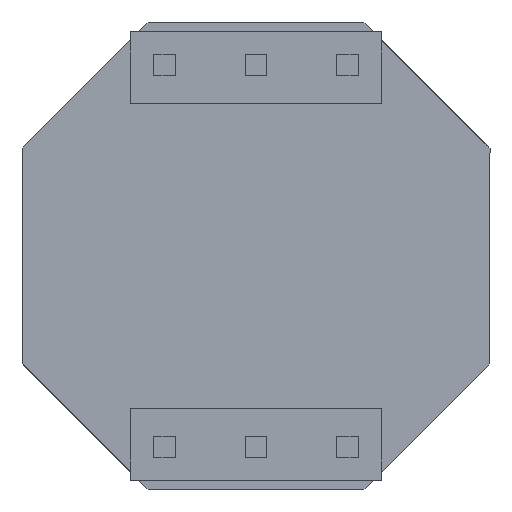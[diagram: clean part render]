
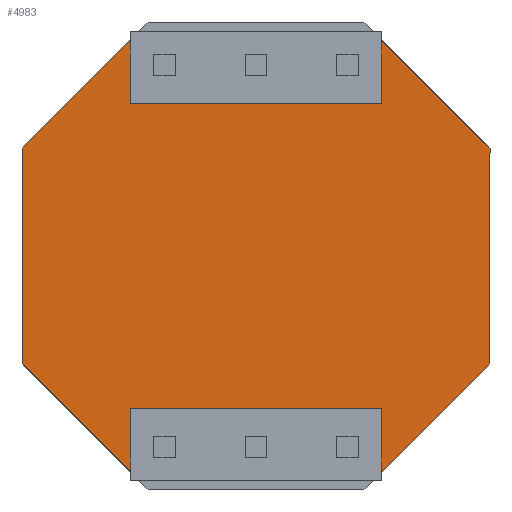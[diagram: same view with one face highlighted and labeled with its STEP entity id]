
A CAD part, front view. The second image highlights one B-rep face of the part: STEP entity #4983.
In plain terms, the highlighted planar face has unit normal (0, -1, 0).
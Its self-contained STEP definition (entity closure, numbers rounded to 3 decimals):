
#20 = ORIENTED_EDGE ( 'NONE', *, *, #3269, .T. ) ;
#141 = LINE ( 'NONE', #1260, #3933 ) ;
#147 = CARTESIAN_POINT ( 'NONE',  ( -3.5, -1.6, 6. ) ) ;
#200 = VECTOR ( 'NONE', #1868, 1000. ) ;
#249 = VECTOR ( 'NONE', #7465, 1000. ) ;
#253 = CARTESIAN_POINT ( 'NONE',  ( -3.5, -1.6, -4.23 ) ) ;
#436 = EDGE_CURVE ( 'NONE', #1548, #4184, #6579, .T. ) ;
#538 = LINE ( 'NONE', #4767, #3403 ) ;
#654 = DIRECTION ( 'NONE',  ( 0., 0., -1. ) ) ;
#675 = DIRECTION ( 'NONE',  ( -1., 0., 0. ) ) ;
#680 = DIRECTION ( 'NONE',  ( -0.707, 0., 0.707 ) ) ;
#735 = EDGE_CURVE ( 'NONE', #5834, #6869, #3606, .T. ) ;
#738 = VECTOR ( 'NONE', #6475, 1000. ) ;
#844 = CARTESIAN_POINT ( 'NONE',  ( -3.5, -1.6, 4.23 ) ) ;
#1052 = DIRECTION ( 'NONE',  ( 0., 0., 1. ) ) ;
#1071 = ORIENTED_EDGE ( 'NONE', *, *, #1520, .F. ) ;
#1206 = CARTESIAN_POINT ( 'NONE',  ( 3.5, -1.6, -6. ) ) ;
#1212 = VERTEX_POINT ( 'NONE', #5563 ) ;
#1226 = EDGE_CURVE ( 'NONE', #4697, #6476, #6306, .T. ) ;
#1260 = CARTESIAN_POINT ( 'NONE',  ( -3.81, -1.6, 4.23 ) ) ;
#1297 = CARTESIAN_POINT ( 'NONE',  ( -3.81, -1.6, -4.23 ) ) ;
#1301 = LINE ( 'NONE', #5151, #7263 ) ;
#1320 = CARTESIAN_POINT ( 'NONE',  ( -6.5, -1.6, -3. ) ) ;
#1520 = EDGE_CURVE ( 'NONE', #6942, #4697, #538, .T. ) ;
#1548 = VERTEX_POINT ( 'NONE', #844 ) ;
#1564 = VERTEX_POINT ( 'NONE', #253 ) ;
#1630 = ORIENTED_EDGE ( 'NONE', *, *, #5336, .T. ) ;
#1760 = EDGE_LOOP ( 'NONE', ( #6671, #20, #5872, #5306, #2621, #3821, #1071, #5884, #1630, #2024, #3332, #2943 ) ) ;
#1767 = CARTESIAN_POINT ( 'NONE',  ( -6.5, -1.6, 3. ) ) ;
#1815 = DIRECTION ( 'NONE',  ( -0.707, 0., -0.707 ) ) ;
#1868 = DIRECTION ( 'NONE',  ( 0., 0., -1. ) ) ;
#2023 = DIRECTION ( 'NONE',  ( 0.707, 0., -0.707 ) ) ;
#2024 = ORIENTED_EDGE ( 'NONE', *, *, #5761, .T. ) ;
#2146 = EDGE_CURVE ( 'NONE', #1212, #5279, #2199, .T. ) ;
#2149 = DIRECTION ( 'NONE',  ( 0.707, 0., 0.707 ) ) ;
#2199 = LINE ( 'NONE', #2894, #2835 ) ;
#2242 = CARTESIAN_POINT ( 'NONE',  ( 3.5, -1.6, -6.23 ) ) ;
#2277 = AXIS2_PLACEMENT_3D ( 'NONE', #3837, #7359, #3270 ) ;
#2386 = CARTESIAN_POINT ( 'NONE',  ( 3.5, -1.6, -4.23 ) ) ;
#2557 = CARTESIAN_POINT ( 'NONE',  ( 3.5, -1.6, 4.23 ) ) ;
#2621 = ORIENTED_EDGE ( 'NONE', *, *, #6937, .F. ) ;
#2835 = VECTOR ( 'NONE', #1815, 1000. ) ;
#2894 = CARTESIAN_POINT ( 'NONE',  ( 4.75, -1.6, -4.75 ) ) ;
#2943 = ORIENTED_EDGE ( 'NONE', *, *, #3039, .F. ) ;
#2960 = VECTOR ( 'NONE', #5340, 1000. ) ;
#3039 = EDGE_CURVE ( 'NONE', #6869, #1212, #1301, .T. ) ;
#3269 = EDGE_CURVE ( 'NONE', #5834, #3401, #6343, .T. ) ;
#3270 = DIRECTION ( 'NONE',  ( 1., 0., 0. ) ) ;
#3290 = CARTESIAN_POINT ( 'NONE',  ( -3.5, -1.6, -6. ) ) ;
#3332 = ORIENTED_EDGE ( 'NONE', *, *, #2146, .F. ) ;
#3401 = VERTEX_POINT ( 'NONE', #2557 ) ;
#3403 = VECTOR ( 'NONE', #680, 1000. ) ;
#3497 = LINE ( 'NONE', #2242, #249 ) ;
#3606 = LINE ( 'NONE', #5505, #4788 ) ;
#3821 = ORIENTED_EDGE ( 'NONE', *, *, #1226, .F. ) ;
#3837 = CARTESIAN_POINT ( 'NONE',  ( -6.76, -1.6, 5.918 ) ) ;
#3845 = DIRECTION ( 'NONE',  ( 0., 0., 1. ) ) ;
#3933 = VECTOR ( 'NONE', #675, 1000. ) ;
#4184 = VERTEX_POINT ( 'NONE', #147 ) ;
#4608 = CARTESIAN_POINT ( 'NONE',  ( -3.5, -1.6, 6.23 ) ) ;
#4667 = VECTOR ( 'NONE', #2149, 1000. ) ;
#4679 = EDGE_CURVE ( 'NONE', #6942, #1564, #7416, .T. ) ;
#4697 = VERTEX_POINT ( 'NONE', #1320 ) ;
#4767 = CARTESIAN_POINT ( 'NONE',  ( -4.75, -1.6, -4.75 ) ) ;
#4784 = VECTOR ( 'NONE', #1052, 1000. ) ;
#4788 = VECTOR ( 'NONE', #2023, 1000. ) ;
#4983 = ADVANCED_FACE ( 'NONE', ( #5601 ), #5585, .F. ) ;
#5062 = CARTESIAN_POINT ( 'NONE',  ( -4.75, -1.6, 4.75 ) ) ;
#5151 = CARTESIAN_POINT ( 'NONE',  ( 6.5, -1.6, 0. ) ) ;
#5279 = VERTEX_POINT ( 'NONE', #1206 ) ;
#5306 = ORIENTED_EDGE ( 'NONE', *, *, #436, .T. ) ;
#5332 = LINE ( 'NONE', #1297, #2960 ) ;
#5336 = EDGE_CURVE ( 'NONE', #1564, #6606, #5332, .T. ) ;
#5340 = DIRECTION ( 'NONE',  ( 1., 0., 0. ) ) ;
#5363 = CARTESIAN_POINT ( 'NONE',  ( 3.5, -1.6, 4.23 ) ) ;
#5505 = CARTESIAN_POINT ( 'NONE',  ( 4.75, -1.6, 4.75 ) ) ;
#5515 = CARTESIAN_POINT ( 'NONE',  ( -6.5, -1.6, 0. ) ) ;
#5563 = CARTESIAN_POINT ( 'NONE',  ( 6.5, -1.6, -3. ) ) ;
#5585 = PLANE ( 'NONE',  #2277 ) ;
#5601 = FACE_OUTER_BOUND ( 'NONE', #1760, .T. ) ;
#5628 = CARTESIAN_POINT ( 'NONE',  ( 6.5, -1.6, 3. ) ) ;
#5761 = EDGE_CURVE ( 'NONE', #6606, #5279, #3497, .T. ) ;
#5834 = VERTEX_POINT ( 'NONE', #6453 ) ;
#5872 = ORIENTED_EDGE ( 'NONE', *, *, #6561, .T. ) ;
#5884 = ORIENTED_EDGE ( 'NONE', *, *, #4679, .T. ) ;
#6306 = LINE ( 'NONE', #5515, #6769 ) ;
#6343 = LINE ( 'NONE', #5363, #200 ) ;
#6453 = CARTESIAN_POINT ( 'NONE',  ( 3.5, -1.6, 6. ) ) ;
#6475 = DIRECTION ( 'NONE',  ( 0., 0., 1. ) ) ;
#6476 = VERTEX_POINT ( 'NONE', #1767 ) ;
#6561 = EDGE_CURVE ( 'NONE', #3401, #1548, #141, .T. ) ;
#6579 = LINE ( 'NONE', #4608, #4784 ) ;
#6606 = VERTEX_POINT ( 'NONE', #2386 ) ;
#6671 = ORIENTED_EDGE ( 'NONE', *, *, #735, .F. ) ;
#6769 = VECTOR ( 'NONE', #3845, 1000. ) ;
#6827 = LINE ( 'NONE', #5062, #4667 ) ;
#6869 = VERTEX_POINT ( 'NONE', #5628 ) ;
#6937 = EDGE_CURVE ( 'NONE', #6476, #4184, #6827, .T. ) ;
#6942 = VERTEX_POINT ( 'NONE', #3290 ) ;
#7263 = VECTOR ( 'NONE', #654, 1000. ) ;
#7359 = DIRECTION ( 'NONE',  ( 0., 1., 0. ) ) ;
#7416 = LINE ( 'NONE', #7489, #738 ) ;
#7465 = DIRECTION ( 'NONE',  ( 0., 0., -1. ) ) ;
#7489 = CARTESIAN_POINT ( 'NONE',  ( -3.5, -1.6, -6.23 ) ) ;
